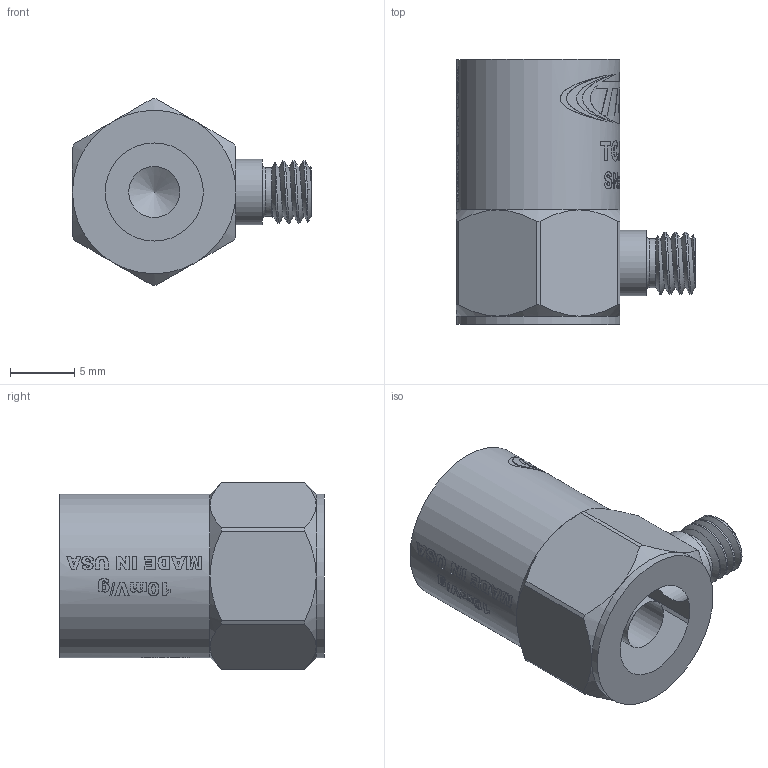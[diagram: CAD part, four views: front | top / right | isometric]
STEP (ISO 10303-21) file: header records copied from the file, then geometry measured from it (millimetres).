
FILE_DESCRIPTION(/* description */ (''),/* implementation_level */ '2;1');
FILE_NAME(/* name */ 'TCA110.stp',/* time_stamp */ '2019-08-08T11:38:45-04:00',/* author */ ('lcup'),/* organization */ ('CONNECTION TECHNOLOGY CENTER'),/* preprocessor_version */ 'ST-DEVELOPER v17.2',/* originating_system */ 'Autodesk Inventor 2019',/* authorisation */ '');
FILE_SCHEMA (('AUTOMOTIVE_DESIGN { 1 0 10303 214 3 1 1 }'));
Length unit declared in the file: inch
Products named in the file (1): TCA110
Bounding box: 18.57 x 20.57 x 14.48 mm (x, y, z)
Volume: 2727.4 mm3; surface area: 1322.5 mm2
Topology: 1 solids, 1 shells, 799 faces, 2084 edges, 1381 vertices
Faces by surface type: plane 412, bspline 248, cylinder 116, cone 18, torus 5
Full cylindrical faces by diameter (mm): 1.524 x1, 1.829 x1, 3.175 x1, 3.81 x1, 3.962 x1, 4.826 x3, 5.08 x1, 12.7 x2
Entity records: 31189 total; most frequent: CARTESIAN_POINT 12165, ORIENTED_EDGE 4166, DIRECTION 3124, EDGE_CURVE 2083, VERTEX_POINT 1381, LINE 1072, VECTOR 1072, AXIS2_PLACEMENT_3D 1026
